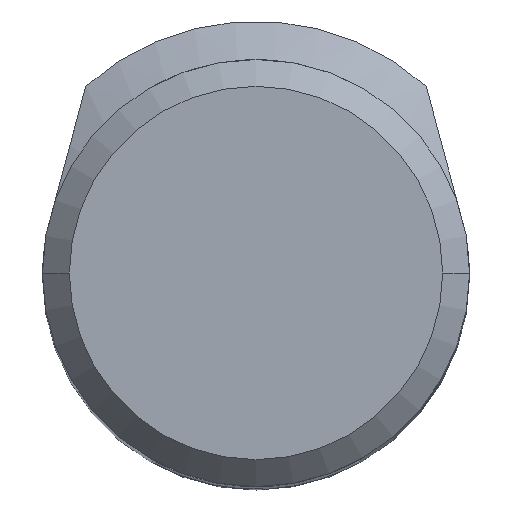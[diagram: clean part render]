
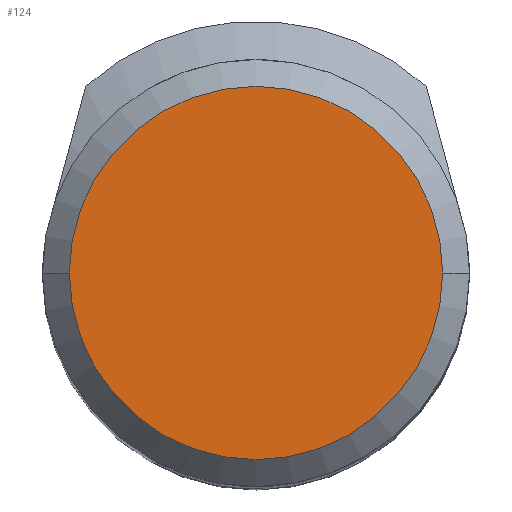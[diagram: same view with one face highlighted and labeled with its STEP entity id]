
A CAD part, top view. The second image highlights one B-rep face of the part: STEP entity #124.
In plain terms, the highlighted planar face has unit normal (0, 0, 1).
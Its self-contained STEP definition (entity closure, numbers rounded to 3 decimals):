
#124=ADVANCED_FACE('',(#155),#141,.F.);
#141=PLANE('',#466);
#155=FACE_OUTER_BOUND('',#182,.T.);
#182=EDGE_LOOP('',(#261,#262));
#261=ORIENTED_EDGE('',*,*,#381,.T.);
#262=ORIENTED_EDGE('',*,*,#348,.T.);
#309=VERTEX_POINT('',#631);
#310=VERTEX_POINT('',#632);
#348=EDGE_CURVE('',#309,#310,#396,.T.);
#381=EDGE_CURVE('',#310,#309,#405,.T.);
#396=CIRCLE('',#449,6.937);
#405=CIRCLE('',#465,6.937);
#449=AXIS2_PLACEMENT_3D('',#630,#507,#508);
#465=AXIS2_PLACEMENT_3D('',#714,#557,#558);
#466=AXIS2_PLACEMENT_3D('',#715,#559,#560);
#507=DIRECTION('',(0.,0.,1.));
#508=DIRECTION('',(-1.,0.,0.));
#557=DIRECTION('',(0.,0.,1.));
#558=DIRECTION('',(-1.,0.,0.));
#559=DIRECTION('',(0.,0.,-1.));
#560=DIRECTION('',(1.,0.,0.));
#630=CARTESIAN_POINT('',(0.,0.,0.));
#631=CARTESIAN_POINT('',(6.937,0.,0.));
#632=CARTESIAN_POINT('',(-6.937,0.,0.));
#714=CARTESIAN_POINT('',(0.,0.,0.));
#715=CARTESIAN_POINT('',(0.,0.,0.));
